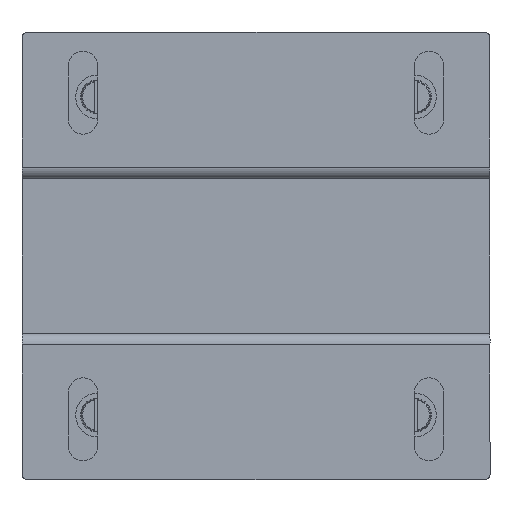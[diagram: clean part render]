
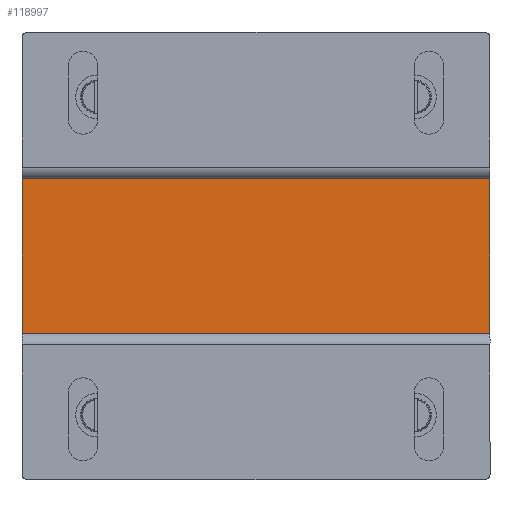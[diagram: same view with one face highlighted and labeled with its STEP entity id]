
A CAD part, front view. The second image highlights one B-rep face of the part: STEP entity #118997.
In plain terms, the highlighted planar face has unit normal (0, -1, 0).
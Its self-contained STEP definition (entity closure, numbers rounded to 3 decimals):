
#5118 = DIRECTION ( 'NONE',  ( 0., 0., 1. ) ) ;
#5672 = VERTEX_POINT ( 'NONE', #35082 ) ;
#7525 = CARTESIAN_POINT ( 'NONE',  ( -100.51, -22.267, 209.054 ) ) ;
#8184 = ORIENTED_EDGE ( 'NONE', *, *, #132655, .F. ) ;
#8315 = DIRECTION ( 'NONE',  ( 0., 0., -1. ) ) ;
#8832 = DIRECTION ( 'NONE',  ( -1., 0., 0. ) ) ;
#9822 = DIRECTION ( 'NONE',  ( 0., 0., 1. ) ) ;
#12933 = LINE ( 'NONE', #140176, #101515 ) ;
#17118 = VECTOR ( 'NONE', #52998, 1000. ) ;
#18109 = AXIS2_PLACEMENT_3D ( 'NONE', #116048, #103541, #8315 ) ;
#18255 = CARTESIAN_POINT ( 'NONE',  ( -100.51, -22.267, 209.054 ) ) ;
#18798 = EDGE_LOOP ( 'NONE', ( #28490, #8184, #117623, #125698 ) ) ;
#28490 = ORIENTED_EDGE ( 'NONE', *, *, #32881, .T. ) ;
#28592 = VECTOR ( 'NONE', #5118, 1000. ) ;
#29617 = CARTESIAN_POINT ( 'NONE',  ( -100.51, -22.267, 177.304 ) ) ;
#32881 = EDGE_CURVE ( 'NONE', #93487, #140235, #149392, .T. ) ;
#35082 = CARTESIAN_POINT ( 'NONE',  ( -196.51, -22.267, 177.304 ) ) ;
#52162 = PLANE ( 'NONE',  #18109 ) ;
#52998 = DIRECTION ( 'NONE',  ( -1., 0., 0. ) ) ;
#63092 = LINE ( 'NONE', #29617, #17118 ) ;
#65910 = LINE ( 'NONE', #136994, #28592 ) ;
#70308 = CARTESIAN_POINT ( 'NONE',  ( -196.51, -22.267, 209.054 ) ) ;
#73952 = FACE_OUTER_BOUND ( 'NONE', #18798, .T. ) ;
#82661 = CARTESIAN_POINT ( 'NONE',  ( -100.51, -22.267, 177.304 ) ) ;
#93487 = VERTEX_POINT ( 'NONE', #7525 ) ;
#100275 = VERTEX_POINT ( 'NONE', #82661 ) ;
#101515 = VECTOR ( 'NONE', #9822, 1000. ) ;
#103541 = DIRECTION ( 'NONE',  ( 0., 1., 0. ) ) ;
#107029 = EDGE_CURVE ( 'NONE', #100275, #93487, #65910, .T. ) ;
#116048 = CARTESIAN_POINT ( 'NONE',  ( -100.51, -22.267, 177.304 ) ) ;
#117623 = ORIENTED_EDGE ( 'NONE', *, *, #141282, .F. ) ;
#118997 = ADVANCED_FACE ( 'NONE', ( #73952 ), #52162, .F. ) ;
#125698 = ORIENTED_EDGE ( 'NONE', *, *, #107029, .T. ) ;
#132387 = VECTOR ( 'NONE', #8832, 1000. ) ;
#132655 = EDGE_CURVE ( 'NONE', #5672, #140235, #12933, .T. ) ;
#136994 = CARTESIAN_POINT ( 'NONE',  ( -100.51, -22.267, 177.304 ) ) ;
#140176 = CARTESIAN_POINT ( 'NONE',  ( -196.51, -22.267, 177.304 ) ) ;
#140235 = VERTEX_POINT ( 'NONE', #70308 ) ;
#141282 = EDGE_CURVE ( 'NONE', #100275, #5672, #63092, .T. ) ;
#149392 = LINE ( 'NONE', #18255, #132387 ) ;
